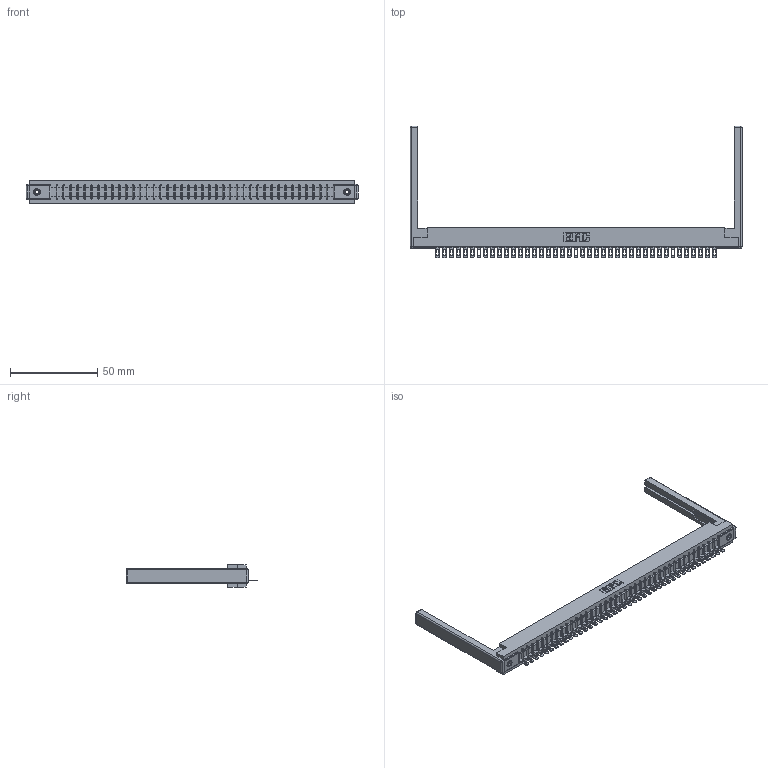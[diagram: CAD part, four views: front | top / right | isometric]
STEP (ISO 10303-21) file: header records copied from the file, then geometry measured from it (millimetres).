
FILE_DESCRIPTION (( 'STEP AP203' ), '1' );
FILE_NAME ('357-041-401-168.STEP', '2020-10-03T08:18:39', ( '' ), ( '' ), 'SwSTEP 2.0', 'SolidWorks 2020', '' );
FILE_SCHEMA (( 'CONFIG_CONTROL_DESIGN' ));
Length unit declared in the file: inch
Products named in the file (5): 307-220-068; 345-250-001_345-250-001-102; 307 Part_.156 Dia Mounting Holes; 307-290-002_501; 357-041-401-168
Assembly tree (46 placements, depth 2):
  357-041-401-168
    307 Part_.156 Dia Mounting Holes
    307-290-002_501  x41
    307-220-068  x2
    345-250-001_345-250-001-102  x2
Bounding box: 189.89 x 75.39 x 12.7 mm (x, y, z)
Volume: 24726.5 mm3; surface area: 29802 mm2
Topology: 46 solids, 46 shells, 3430 faces, 10471 edges, 6846 vertices
Faces by surface type: plane 1962, cylinder 1360, sphere 92, cone 12, torus 4
Entity records: 38825 total; most frequent: CARTESIAN_POINT 6513, ORIENTED_EDGE 6492, DIRECTION 6350, EDGE_CURVE 3246, VECTOR 2480, LINE 2480, VERTEX_POINT 2098, AXIS2_PLACEMENT_3D 1935
